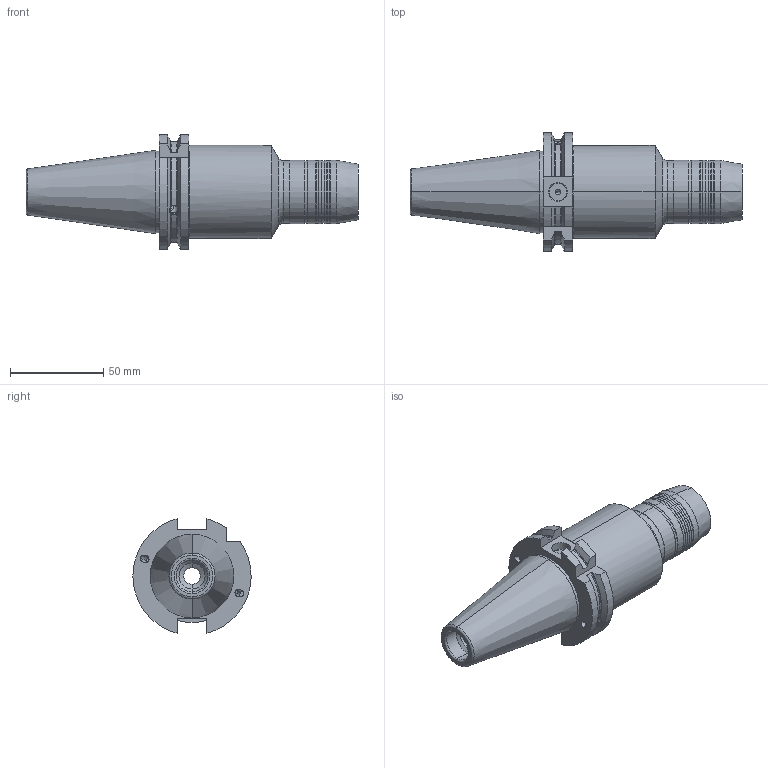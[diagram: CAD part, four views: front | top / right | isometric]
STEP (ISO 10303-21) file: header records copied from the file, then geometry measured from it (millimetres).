
FILE_DESCRIPTION (( 'STEP AP214' ), '1' );
FILE_NAME ('01.02.2019_28.05.043.305.STEP', '2019-02-01T14:42:41', ( '' ), ( '' ), 'SwSTEP 2.0', 'SolidWorks 2014', '' );
FILE_SCHEMA (( 'AUTOMOTIVE_DESIGN' ));
Length unit declared in the file: millimetre
Products named in the file (1): 01.02.2019_28.05.043.305
Bounding box: 178.4 x 63.54 x 61.48 mm (x, y, z)
Volume: 217843.8 mm3; surface area: 40394.7 mm2
Topology: 2 solids, 3 shells, 213 faces, 510 edges, 305 vertices
Faces by surface type: cylinder 79, cone 54, plane 50, torus 24, bspline 6
Entity records: 9108 total; most frequent: CARTESIAN_POINT 1871, DIRECTION 1038, ORIENTED_EDGE 1004, EDGE_CURVE 502, AXIS2_PLACEMENT_3D 418, VERTEX_POINT 305, EDGE_LOOP 235, UNCERTAINTY_MEASURE_WITH_UNIT 217
